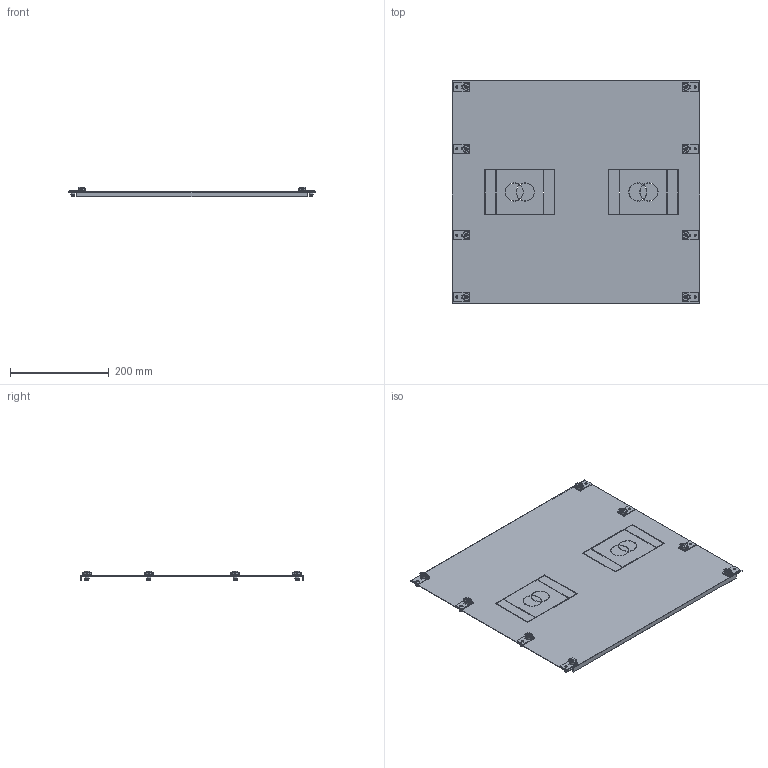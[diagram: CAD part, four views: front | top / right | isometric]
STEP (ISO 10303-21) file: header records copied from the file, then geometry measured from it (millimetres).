
FILE_DESCRIPTION((''),'2;1');
FILE_NAME('2-3_F_ASM','2023-01-24T15:01:36',('klemen.sitar'),('Audax d.o.o.'),'CREO PARAMETRIC BY PTC INC, 2021304','CREO PARAMETRIC BY PTC INC, 2021304','');
FILE_SCHEMA(('AP242_MANAGED_MODEL_BASED_3D_ENGINEERING_MIM_LF { 1 0 10303 442 1 1 4 }'));
Products named in the file (28): PRT0002_1_1_1_1_1_1_1_1_1_1_1_2; PRT0002_1_1_1_1_1_1_2_3_1_1_1_3; PRT0002_1_1_1_1_1_1_2_1_1-176_2; PRT0003_1_1_1_1_1_1_2_1_1-196_2; PRT0003_1_1_1_1_1_1_2_3_1_1_1_3; BLACK_PIN_ASM_1_ASM_1_ASM_1_A_1_ASM; PRT0002_1_1_1_1_1_1_2_1_1_-2688; PRT0002_1_1_1_1_1_1_2_3_1_1_1_2; PRT0003_1_1_1_1_1_1_2_3_1_1_1_2; PRT0003_1_1_1_1_1_1_2_1_1_-4659; BLACK_PIN_ASM_1_ASM_1_ASM_1_A_4_ASM; PRT0002_1_1_1_1_2_3_1_1_1_1_1_1; PRT0003_1_1_1_1_1_1_2_3_4_5_1_3; PRT0002_1_1_1_1_2_1_1_1_1_1_1_1; PRT0003_1_1_1_1_1_2_3_1_1_1_1_1; 001101443_CP_1_3_F_ASM_1_ASM__1_ASM; PRT0002_1_1_1_1_1_1_1_1_1_1_1_4; 001340057_CP_1_4_3_PF_ASM_1_1_A_ASM; ASM0001_ASM_1_ASM; PRT0002_1_1; PRT0002_1_2; PRT0002_1_3; PRT0002_1_4; PRT0002_1_5; PRT0002_1_6; PRT0002_1_ASM; CP_E46-PART_ASM; 2-3_F_ASM
Assembly tree (29 placements, depth 4):
  2-3_F_ASM
    PRT0002_1_1_1_1_1_1_1_1_1_1_1_2
    BLACK_PIN_ASM_1_ASM_1_ASM_1_A_1_ASM
      PRT0002_1_1_1_1_1_1_2_3_1_1_1_3
      PRT0002_1_1_1_1_1_1_2_1_1-176_2
      PRT0003_1_1_1_1_1_1_2_1_1-196_2
      PRT0003_1_1_1_1_1_1_2_3_1_1_1_3
    BLACK_PIN_ASM_1_ASM_1_ASM_1_A_4_ASM
      PRT0002_1_1_1_1_1_1_2_1_1_-2688
      PRT0002_1_1_1_1_1_1_2_3_1_1_1_2
      PRT0003_1_1_1_1_1_1_2_3_1_1_1_2
      PRT0003_1_1_1_1_1_1_2_1_1_-4659
    001101443_CP_1_3_F_ASM_1_ASM__1_ASM  x2
      PRT0002_1_1_1_1_2_3_1_1_1_1_1_1
      PRT0003_1_1_1_1_1_1_2_3_4_5_1_3
      PRT0002_1_1_1_1_2_1_1_1_1_1_1_1
      PRT0003_1_1_1_1_1_2_3_1_1_1_1_1
    ASM0001_ASM_1_ASM
      001340057_CP_1_4_3_PF_ASM_1_1_A_ASM
        PRT0002_1_1_1_1_1_1_1_1_1_1_1_4
    CP_E46-PART_ASM  x2
      PRT0002_1_ASM
        PRT0002_1_1
        PRT0002_1_2
        PRT0002_1_3
        PRT0002_1_4
        PRT0002_1_5
        PRT0002_1_6
Bounding box: 500 x 450 x 18.6 mm (x, y, z)
Volume: 254073.8 mm3; surface area: 491486 mm2
Topology: 29 solids, 29 shells, 758 faces, 2172 edges, 1480 vertices
Faces by surface type: plane 486, cylinder 256, cone 16
Entity records: 41590 total; most frequent: PRESENTATION_LAYER_ASSIGNMENT 13753, CARTESIAN_POINT 4410, DIRECTION 3310, ORIENTED_EDGE 3300, EDGE_CURVE 1650, PRESENTATION_STYLE_ASSIGNMENT 1494, STYLED_ITEM 1494, CURVE_STYLE 1414
